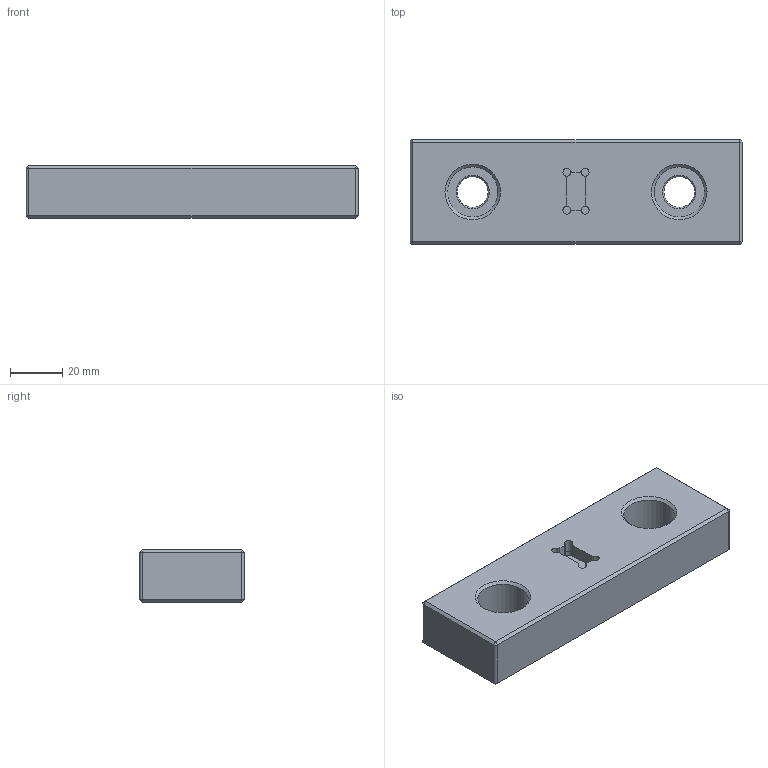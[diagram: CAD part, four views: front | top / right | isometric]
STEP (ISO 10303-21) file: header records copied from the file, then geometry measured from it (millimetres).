
FILE_DESCRIPTION(('FreeCAD Model'),'2;1');
FILE_NAME('sym_softjaw_metric_v4ebody..step','2017-10-23T10:19:29',('Author'),(''), 'Open CASCADE STEP processor 6.9','FreeCAD','Unknown');
FILE_SCHEMA(('AUTOMOTIVE_DESIGN { 1 0 10303 214 1 1 1 1 }'));
Length unit declared in the file: millimetre
Products named in the file (1): Pocket002
Bounding box: 127 x 40 x 20 mm (x, y, z)
Volume: 90596.6 mm3; surface area: 18526.4 mm2
Topology: 1 solids, 1 shells, 63 faces, 144 edges, 78 vertices
Faces by surface type: plane 25, cylinder 24, cone 14
Full cylindrical faces by diameter (mm): 3 x4, 11.75 x2, 19.25 x2
Entity records: 3479 total; most frequent: CARTESIAN_POINT 696, DIRECTION 528, ORIENTED_EDGE 272, PCURVE 272, DEFINITIONAL_REPRESENTATION 272, LINE 262, VECTOR 262, EDGE_CURVE 136
